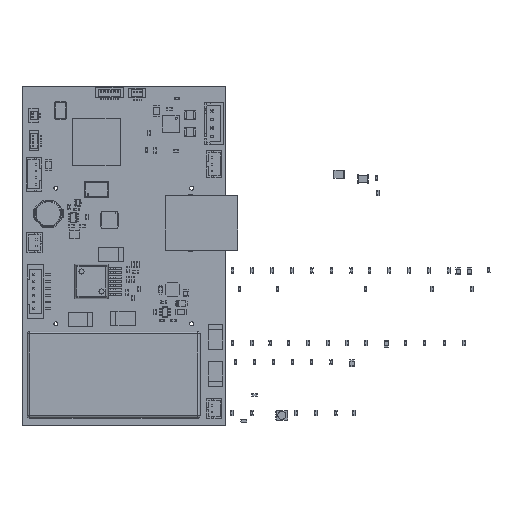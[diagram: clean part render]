
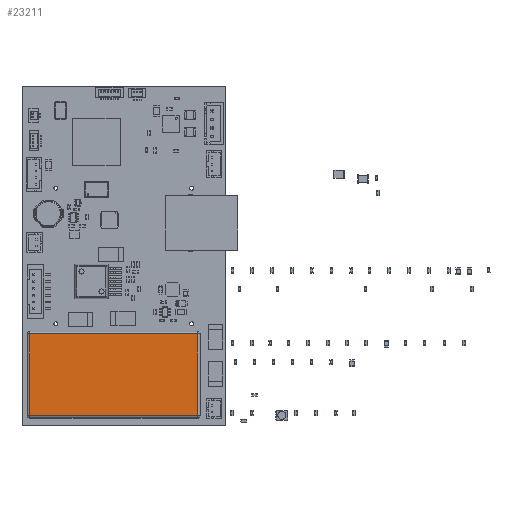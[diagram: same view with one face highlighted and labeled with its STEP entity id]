
A CAD part, top view. The second image highlights one B-rep face of the part: STEP entity #23211.
In plain terms, the highlighted face is planar.
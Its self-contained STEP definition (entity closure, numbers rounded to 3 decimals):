
#23166 = VERTEX_POINT('',#23167);
#23167 = CARTESIAN_POINT('',(24.75,0.,12.05));
#23191 = VERTEX_POINT('',#23192);
#23192 = CARTESIAN_POINT('',(24.75,0.,-12.05));
#23201 = EDGE_CURVE('',#23191,#23166,#23202,.T.);
#23202 = LINE('',#23203,#23204);
#23203 = CARTESIAN_POINT('',(24.75,0.,-12.05));
#23204 = VECTOR('',#23205,1.);
#23205 = DIRECTION('',(0.,0.,1.));
#23211 = ADVANCED_FACE('',(#23212),#23237,.F.);
#23212 = FACE_BOUND('',#23213,.F.);
#23213 = EDGE_LOOP('',(#23214,#23222,#23230,#23236));
#23214 = ORIENTED_EDGE('',*,*,#23215,.F.);
#23215 = EDGE_CURVE('',#23216,#23191,#23218,.T.);
#23216 = VERTEX_POINT('',#23217);
#23217 = CARTESIAN_POINT('',(-24.75,0.,-12.05));
#23218 = LINE('',#23219,#23220);
#23219 = CARTESIAN_POINT('',(-24.75,0.,-12.05));
#23220 = VECTOR('',#23221,1.);
#23221 = DIRECTION('',(1.,0.,0.));
#23222 = ORIENTED_EDGE('',*,*,#23223,.F.);
#23223 = EDGE_CURVE('',#23224,#23216,#23226,.T.);
#23224 = VERTEX_POINT('',#23225);
#23225 = CARTESIAN_POINT('',(-24.75,0.,12.05));
#23226 = LINE('',#23227,#23228);
#23227 = CARTESIAN_POINT('',(-24.75,0.,12.05));
#23228 = VECTOR('',#23229,1.);
#23229 = DIRECTION('',(0.,0.,-1.));
#23230 = ORIENTED_EDGE('',*,*,#23231,.F.);
#23231 = EDGE_CURVE('',#23166,#23224,#23232,.T.);
#23232 = LINE('',#23233,#23234);
#23233 = CARTESIAN_POINT('',(24.75,0.,12.05));
#23234 = VECTOR('',#23235,1.);
#23235 = DIRECTION('',(-1.,0.,0.));
#23236 = ORIENTED_EDGE('',*,*,#23201,.F.);
#23237 = PLANE('',#23238);
#23238 = AXIS2_PLACEMENT_3D('',#23239,#23240,#23241);
#23239 = CARTESIAN_POINT('',(0.,0.,0.));
#23240 = DIRECTION('',(0.,1.,0.));
#23241 = DIRECTION('',(1.,0.,0.));
